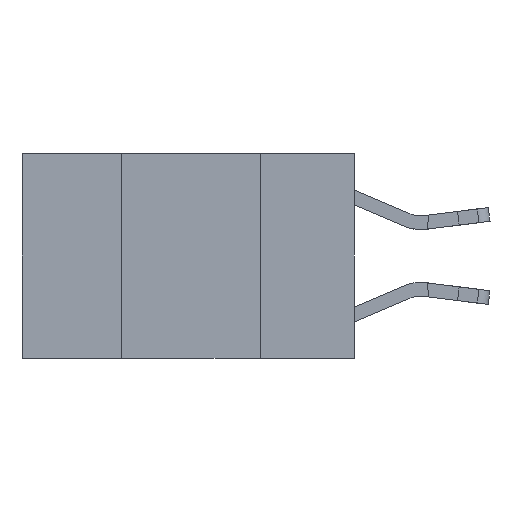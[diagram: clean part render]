
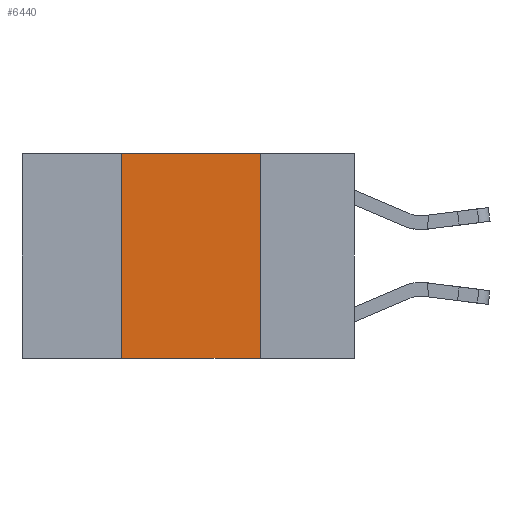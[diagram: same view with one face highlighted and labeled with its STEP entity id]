
A CAD part, left-side view. The second image highlights one B-rep face of the part: STEP entity #6440.
In plain terms, the highlighted planar face has unit normal (-1, 0, 0).
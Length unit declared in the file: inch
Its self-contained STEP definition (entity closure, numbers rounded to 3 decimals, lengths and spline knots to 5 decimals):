
#523 = EDGE_LOOP ( 'NONE', ( #9818, #12354, #3872, #19839 ) ) ;
#1984 = VERTEX_POINT ( 'NONE', #17621 ) ;
#2281 = LINE ( 'NONE', #22782, #6588 ) ;
#2303 = VECTOR ( 'NONE', #20745, 39.37008 ) ;
#2527 = VERTEX_POINT ( 'NONE', #20930 ) ;
#3441 = VECTOR ( 'NONE', #14498, 39.37008 ) ;
#3740 = EDGE_CURVE ( 'NONE', #15876, #7838, #8274, .T. ) ;
#3872 = ORIENTED_EDGE ( 'NONE', *, *, #10021, .F. ) ;
#4357 = DIRECTION ( 'NONE',  ( 0., 0., -1. ) ) ;
#6424 = CARTESIAN_POINT ( 'NONE',  ( 0., 0.6, -0.37 ) ) ;
#6440 = ADVANCED_FACE ( 'NONE', ( #10153 ), #16909, .F. ) ;
#6588 = VECTOR ( 'NONE', #19338, 39.37008 ) ;
#7838 = VERTEX_POINT ( 'NONE', #20833 ) ;
#8042 = DIRECTION ( 'NONE',  ( 1., 0., 0. ) ) ;
#8274 = LINE ( 'NONE', #6424, #3441 ) ;
#8300 = CARTESIAN_POINT ( 'NONE',  ( 0., 0.42, 0. ) ) ;
#9430 = AXIS2_PLACEMENT_3D ( 'NONE', #16990, #8042, #20493 ) ;
#9713 = CARTESIAN_POINT ( 'NONE',  ( 0., 0.17, 0. ) ) ;
#9818 = ORIENTED_EDGE ( 'NONE', *, *, #12246, .F. ) ;
#10021 = EDGE_CURVE ( 'NONE', #15876, #2527, #20278, .T. ) ;
#10153 = FACE_OUTER_BOUND ( 'NONE', #523, .T. ) ;
#11164 = EDGE_CURVE ( 'NONE', #2527, #1984, #2281, .T. ) ;
#12246 = EDGE_CURVE ( 'NONE', #1984, #7838, #22402, .T. ) ;
#12354 = ORIENTED_EDGE ( 'NONE', *, *, #11164, .F. ) ;
#13021 = VECTOR ( 'NONE', #4357, 39.37008 ) ;
#14498 = DIRECTION ( 'NONE',  ( 0., -1., 0. ) ) ;
#15876 = VERTEX_POINT ( 'NONE', #21054 ) ;
#16909 = PLANE ( 'NONE',  #9430 ) ;
#16990 = CARTESIAN_POINT ( 'NONE',  ( 0., 0.6, 0. ) ) ;
#17621 = CARTESIAN_POINT ( 'NONE',  ( 0., 0.17, 0. ) ) ;
#19338 = DIRECTION ( 'NONE',  ( 0., -1., 0. ) ) ;
#19839 = ORIENTED_EDGE ( 'NONE', *, *, #3740, .T. ) ;
#20278 = LINE ( 'NONE', #8300, #2303 ) ;
#20493 = DIRECTION ( 'NONE',  ( 0., 0., -1. ) ) ;
#20745 = DIRECTION ( 'NONE',  ( 0., 0., 1. ) ) ;
#20833 = CARTESIAN_POINT ( 'NONE',  ( 0., 0.17, -0.37 ) ) ;
#20930 = CARTESIAN_POINT ( 'NONE',  ( 0., 0.42, 0. ) ) ;
#21054 = CARTESIAN_POINT ( 'NONE',  ( 0., 0.42, -0.37 ) ) ;
#22402 = LINE ( 'NONE', #9713, #13021 ) ;
#22782 = CARTESIAN_POINT ( 'NONE',  ( 0., 0.6, 0. ) ) ;
